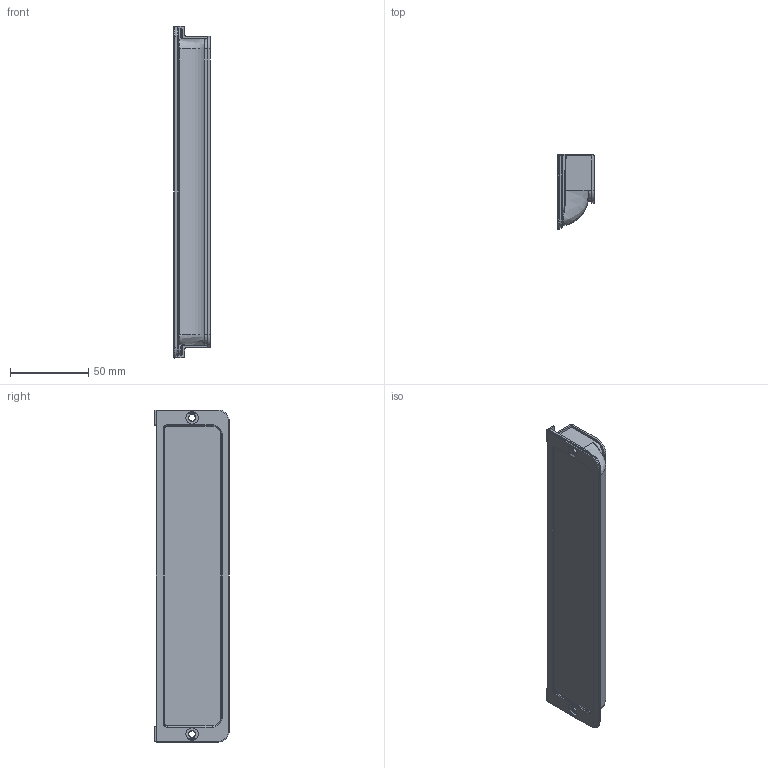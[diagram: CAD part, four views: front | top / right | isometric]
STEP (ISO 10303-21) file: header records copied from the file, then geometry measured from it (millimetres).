
FILE_DESCRIPTION(/* description */ (''),/* implementation_level */ '2;1');
FILE_NAME(/* name */ '0105_conjunt.stp',/* time_stamp */ '2023-01-02T12:28:52+01:00',/* author */ ('jferrer'),/* organization */ (''),/* preprocessor_version */ 'ST-DEVELOPER v18.1',/* originating_system */ 'Autodesk Inventor 2022',/* authorisation */ '');
FILE_SCHEMA (('CONFIG_CONTROL_DESIGN'));
Products named in the file (3): 0105_conjunt; FRONTAL 0150D(1,5); TAPA 0105C(1,5)
Assembly tree (2 placements, depth 2):
  0105_conjunt
    FRONTAL 0150D(1,5)
    TAPA 0105C(1,5)
Bounding box: 23.3 x 47.8 x 212.5 mm (x, y, z)
Volume: 29398.8 mm3; surface area: 39023.3 mm2
Topology: 2 solids, 2 shells, 149 faces, 411 edges, 265 vertices
Faces by surface type: cylinder 60, plane 47, bspline 24, torus 16, cone 2
Full cylindrical faces by diameter (mm): 4.25 x2, 4.5 x2
Entity records: 6649 total; most frequent: CARTESIAN_POINT 2690, ORIENTED_EDGE 818, DIRECTION 772, EDGE_CURVE 409, AXIS2_PLACEMENT_3D 282, VERTEX_POINT 265, LINE 208, VECTOR 208
